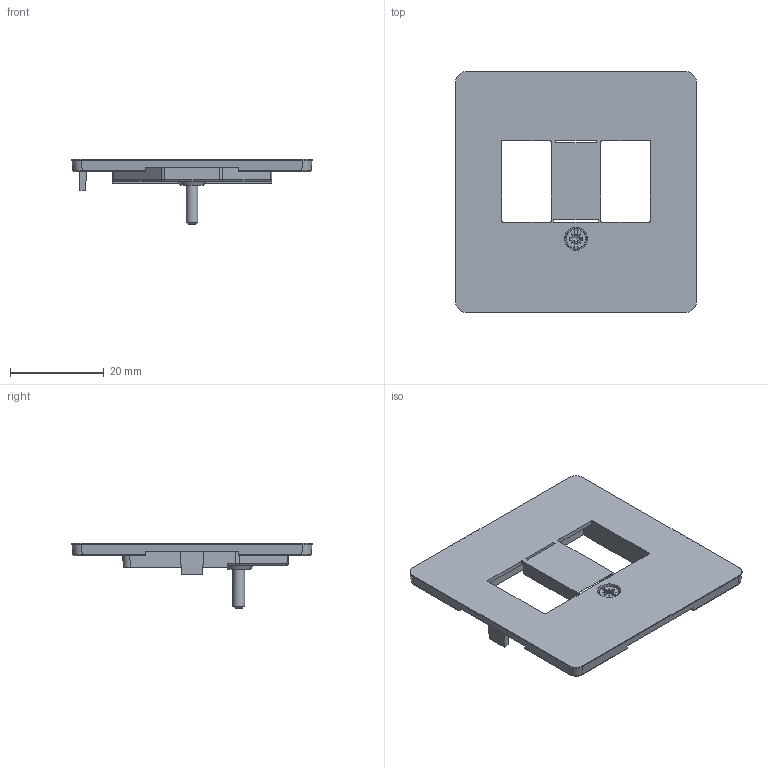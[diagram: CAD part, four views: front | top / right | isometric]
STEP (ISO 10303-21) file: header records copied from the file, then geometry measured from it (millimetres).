
FILE_DESCRIPTION(/* description */ (''),/* implementation_level */ '2;1');
FILE_NAME(/* name */ 'waf2105_gen_asm.stp',/* time_stamp */ '2025-11-24T09:07:08+01:00',/* author */ ('robin hager'),/* organization */ (''),/* preprocessor_version */ 'ST-DEVELOPER v19.2',/* originating_system */ 'Autodesk Inventor 2023',/* authorisation */ '');
FILE_SCHEMA (('AUTOMOTIVE_DESIGN { 1 0 10303 214 3 1 1 }'));
Length unit declared in the file: millimetre
Products named in the file (3): WAF2105_GEN_ASM; 9022752_GEN; 9002573000
Assembly tree (2 placements, depth 2):
  WAF2105_GEN_ASM
    9022752_GEN
    9002573000
Bounding box: 51.39 x 51.39 x 13.99 mm (x, y, z)
Volume: 4580 mm3; surface area: 6727.5 mm2
Topology: 2 solids, 2 shells, 854 faces, 2402 edges, 1590 vertices
Faces by surface type: plane 735, cylinder 95, bspline 12, cone 9, torus 3
Full cylindrical faces by diameter (mm): 2.5 x1, 3 x1, 5 x1
Entity records: 28444 total; most frequent: CARTESIAN_POINT 6162, ORIENTED_EDGE 4802, DIRECTION 4286, EDGE_CURVE 2401, LINE 2122, VECTOR 2122, VERTEX_POINT 1590, AXIS2_PLACEMENT_3D 1082
